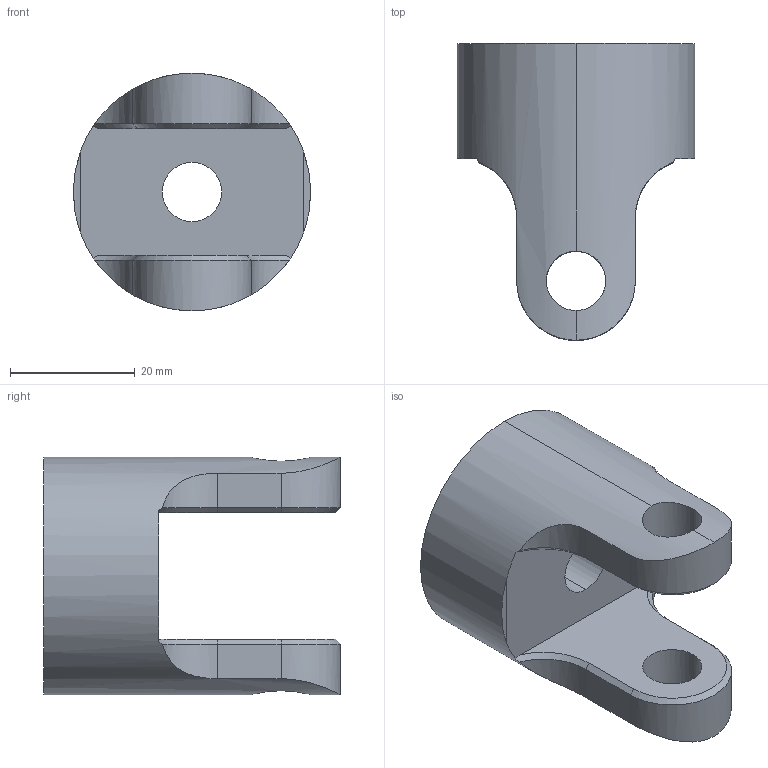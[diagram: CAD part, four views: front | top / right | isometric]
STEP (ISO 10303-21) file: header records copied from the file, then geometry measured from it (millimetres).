
FILE_DESCRIPTION (( 'STEP AP214' ), '1' );
FILE_NAME ('Yoke_F.STEP', '2022-03-11T15:54:45', ( '' ), ( '' ), 'SwSTEP 2.0', 'SolidWorks 2020', '' );
FILE_SCHEMA (( 'AUTOMOTIVE_DESIGN' ));
Length unit declared in the file: inch
Products named in the file (1): Yoke_F
Bounding box: 38.1 x 47.62 x 38.1 mm (x, y, z)
Volume: 27208.3 mm3; surface area: 7865.6 mm2
Topology: 1 solids, 1 shells, 34 faces, 94 edges, 60 vertices
Faces by surface type: cylinder 16, plane 12, cone 6
Entity records: 1458 total; most frequent: CARTESIAN_POINT 567, ORIENTED_EDGE 188, DIRECTION 164, EDGE_CURVE 94, AXIS2_PLACEMENT_3D 61, VERTEX_POINT 60, VECTOR 42, LINE 42
